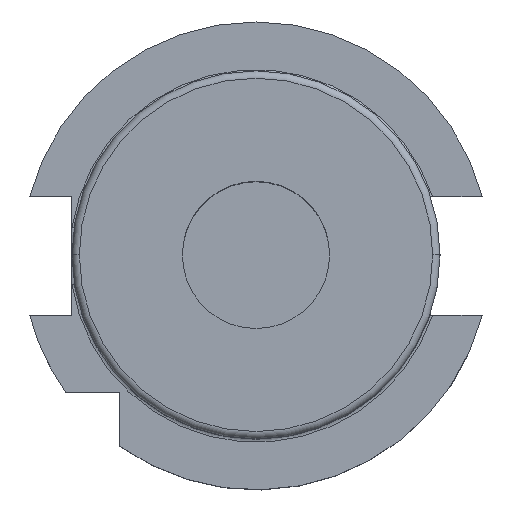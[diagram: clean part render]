
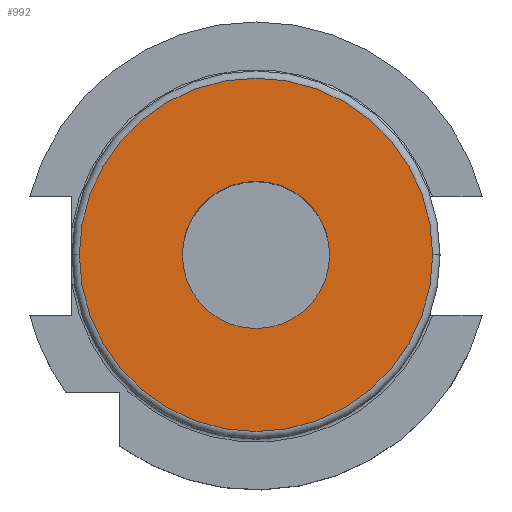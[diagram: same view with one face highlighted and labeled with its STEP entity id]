
A CAD part, top view. The second image highlights one B-rep face of the part: STEP entity #992.
In plain terms, the highlighted planar face has unit normal (0, 0, 1).
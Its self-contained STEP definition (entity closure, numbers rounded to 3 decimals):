
#99 = FACE_BOUND ( 'NONE', #1096, .T. ) ;
#117 = DIRECTION ( 'NONE',  ( 0., 0., 1. ) ) ;
#161 = CIRCLE ( 'NONE', #236, 10. ) ;
#212 = EDGE_CURVE ( 'NONE', #1576, #1134, #1349, .T. ) ;
#236 = AXIS2_PLACEMENT_3D ( 'NONE', #830, #117, #1133 ) ;
#249 = EDGE_LOOP ( 'NONE', ( #1126, #726 ) ) ;
#391 = DIRECTION ( 'NONE',  ( 0., 0., 1. ) ) ;
#506 = VERTEX_POINT ( 'NONE', #1997 ) ;
#641 = AXIS2_PLACEMENT_3D ( 'NONE', #1268, #391, #1778 ) ;
#644 = ORIENTED_EDGE ( 'NONE', *, *, #1073, .F. ) ;
#714 = CIRCLE ( 'NONE', #1926, 10. ) ;
#726 = ORIENTED_EDGE ( 'NONE', *, *, #1780, .T. ) ;
#830 = CARTESIAN_POINT ( 'NONE',  ( 0., 0., 100. ) ) ;
#833 = CARTESIAN_POINT ( 'NONE',  ( 0., 0., 100. ) ) ;
#992 = ADVANCED_FACE ( 'NONE', ( #99, #2034 ), #1806, .T. ) ;
#1073 = EDGE_CURVE ( 'NONE', #506, #1519, #714, .T. ) ;
#1096 = EDGE_LOOP ( 'NONE', ( #1829, #644 ) ) ;
#1113 = DIRECTION ( 'NONE',  ( 1., 0., 0. ) ) ;
#1126 = ORIENTED_EDGE ( 'NONE', *, *, #212, .T. ) ;
#1133 = DIRECTION ( 'NONE',  ( 1., 0., 0. ) ) ;
#1134 = VERTEX_POINT ( 'NONE', #2037 ) ;
#1249 = DIRECTION ( 'NONE',  ( 0., 0., 1. ) ) ;
#1268 = CARTESIAN_POINT ( 'NONE',  ( 0., 25., 100. ) ) ;
#1342 = DIRECTION ( 'NONE',  ( 0., 0., 1. ) ) ;
#1349 = CIRCLE ( 'NONE', #1970, 24. ) ;
#1388 = AXIS2_PLACEMENT_3D ( 'NONE', #1945, #1249, #1974 ) ;
#1445 = CARTESIAN_POINT ( 'NONE',  ( 0., 0., 100. ) ) ;
#1455 = DIRECTION ( 'NONE',  ( 0., 0., 1. ) ) ;
#1494 = EDGE_CURVE ( 'NONE', #1519, #506, #161, .T. ) ;
#1516 = DIRECTION ( 'NONE',  ( 1., 0., 0. ) ) ;
#1519 = VERTEX_POINT ( 'NONE', #1848 ) ;
#1576 = VERTEX_POINT ( 'NONE', #1673 ) ;
#1673 = CARTESIAN_POINT ( 'NONE',  ( 24., 0., 100. ) ) ;
#1778 = DIRECTION ( 'NONE',  ( 1., 0., 0. ) ) ;
#1780 = EDGE_CURVE ( 'NONE', #1134, #1576, #2039, .T. ) ;
#1806 = PLANE ( 'NONE',  #641 ) ;
#1829 = ORIENTED_EDGE ( 'NONE', *, *, #1494, .F. ) ;
#1848 = CARTESIAN_POINT ( 'NONE',  ( -10., 0., 100. ) ) ;
#1926 = AXIS2_PLACEMENT_3D ( 'NONE', #833, #1342, #1516 ) ;
#1945 = CARTESIAN_POINT ( 'NONE',  ( 0., 0., 100. ) ) ;
#1970 = AXIS2_PLACEMENT_3D ( 'NONE', #1445, #1455, #1113 ) ;
#1974 = DIRECTION ( 'NONE',  ( 1., 0., 0. ) ) ;
#1997 = CARTESIAN_POINT ( 'NONE',  ( 10., 0., 100. ) ) ;
#2034 = FACE_OUTER_BOUND ( 'NONE', #249, .T. ) ;
#2037 = CARTESIAN_POINT ( 'NONE',  ( -24., 0., 100. ) ) ;
#2039 = CIRCLE ( 'NONE', #1388, 24. ) ;
